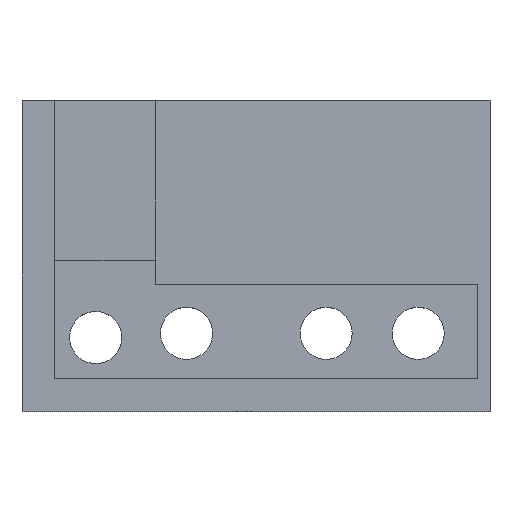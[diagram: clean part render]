
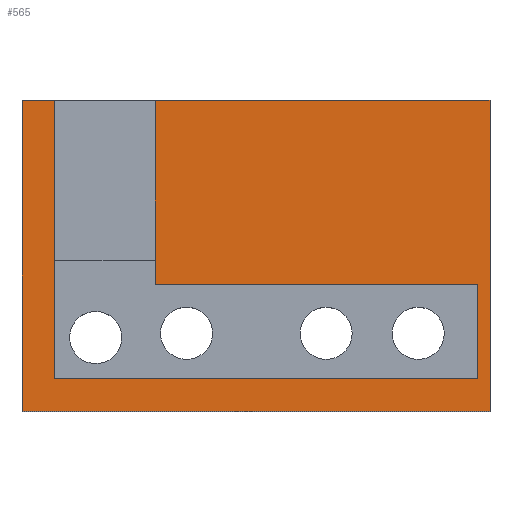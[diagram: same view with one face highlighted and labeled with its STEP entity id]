
A CAD part, top view. The second image highlights one B-rep face of the part: STEP entity #565.
In plain terms, the highlighted planar face has unit normal (0, 0, 1).
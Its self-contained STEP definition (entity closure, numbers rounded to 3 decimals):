
#32 = PLANE('',#33);
#33 = AXIS2_PLACEMENT_3D('',#34,#35,#36);
#34 = CARTESIAN_POINT('',(0.,0.,0.));
#35 = DIRECTION('',(0.,1.,0.));
#36 = DIRECTION('',(1.,0.,0.));
#57 = VERTEX_POINT('',#58);
#58 = CARTESIAN_POINT('',(0.,0.,4.));
#72 = PLANE('',#73);
#73 = AXIS2_PLACEMENT_3D('',#74,#75,#76);
#74 = CARTESIAN_POINT('',(0.,-19.1,0.));
#75 = DIRECTION('',(-1.,0.,0.));
#76 = DIRECTION('',(0.,1.,0.));
#84 = EDGE_CURVE('',#57,#85,#87,.T.);
#85 = VERTEX_POINT('',#86);
#86 = CARTESIAN_POINT('',(2.,0.,4.));
#87 = SURFACE_CURVE('',#88,(#92,#99),.PCURVE_S1.);
#88 = LINE('',#89,#90);
#89 = CARTESIAN_POINT('',(0.,0.,4.));
#90 = VECTOR('',#91,1.);
#91 = DIRECTION('',(1.,0.,0.));
#92 = PCURVE('',#32,#93);
#93 = DEFINITIONAL_REPRESENTATION('',(#94),#98);
#94 = LINE('',#95,#96);
#95 = CARTESIAN_POINT('',(0.,-4.));
#96 = VECTOR('',#97,1.);
#97 = DIRECTION('',(1.,0.));
#98 = ( GEOMETRIC_REPRESENTATION_CONTEXT(2) 
PARAMETRIC_REPRESENTATION_CONTEXT() REPRESENTATION_CONTEXT('2D SPACE',''
  ) );
#99 = PCURVE('',#100,#105);
#100 = PLANE('',#101);
#101 = AXIS2_PLACEMENT_3D('',#102,#103,#104);
#102 = CARTESIAN_POINT('',(14.375,-9.55,4.));
#103 = DIRECTION('',(-0.,-0.,-1.));
#104 = DIRECTION('',(-1.,0.,0.));
#105 = DEFINITIONAL_REPRESENTATION('',(#106),#110);
#106 = LINE('',#107,#108);
#107 = CARTESIAN_POINT('',(14.375,9.55));
#108 = VECTOR('',#109,1.);
#109 = DIRECTION('',(-1.,0.));
#110 = ( GEOMETRIC_REPRESENTATION_CONTEXT(2) 
PARAMETRIC_REPRESENTATION_CONTEXT() REPRESENTATION_CONTEXT('2D SPACE',''
  ) );
#128 = PLANE('',#129);
#129 = AXIS2_PLACEMENT_3D('',#130,#131,#132);
#130 = CARTESIAN_POINT('',(2.,-17.1,4.));
#131 = DIRECTION('',(1.,0.,0.));
#132 = DIRECTION('',(0.,1.,0.));
#225 = VERTEX_POINT('',#226);
#226 = CARTESIAN_POINT('',(8.2,0.,4.));
#240 = PLANE('',#241);
#241 = AXIS2_PLACEMENT_3D('',#242,#243,#244);
#242 = CARTESIAN_POINT('',(8.2,0.,4.));
#243 = DIRECTION('',(-1.,0.,0.));
#244 = DIRECTION('',(0.,-1.,0.));
#252 = EDGE_CURVE('',#225,#253,#255,.T.);
#253 = VERTEX_POINT('',#254);
#254 = CARTESIAN_POINT('',(28.75,0.,4.));
#255 = SURFACE_CURVE('',#256,(#260,#267),.PCURVE_S1.);
#256 = LINE('',#257,#258);
#257 = CARTESIAN_POINT('',(0.,0.,4.));
#258 = VECTOR('',#259,1.);
#259 = DIRECTION('',(1.,0.,0.));
#260 = PCURVE('',#32,#261);
#261 = DEFINITIONAL_REPRESENTATION('',(#262),#266);
#262 = LINE('',#263,#264);
#263 = CARTESIAN_POINT('',(0.,-4.));
#264 = VECTOR('',#265,1.);
#265 = DIRECTION('',(1.,0.));
#266 = ( GEOMETRIC_REPRESENTATION_CONTEXT(2) 
PARAMETRIC_REPRESENTATION_CONTEXT() REPRESENTATION_CONTEXT('2D SPACE',''
  ) );
#267 = PCURVE('',#100,#268);
#268 = DEFINITIONAL_REPRESENTATION('',(#269),#273);
#269 = LINE('',#270,#271);
#270 = CARTESIAN_POINT('',(14.375,9.55));
#271 = VECTOR('',#272,1.);
#272 = DIRECTION('',(-1.,0.));
#273 = ( GEOMETRIC_REPRESENTATION_CONTEXT(2) 
PARAMETRIC_REPRESENTATION_CONTEXT() REPRESENTATION_CONTEXT('2D SPACE',''
  ) );
#289 = PLANE('',#290);
#290 = AXIS2_PLACEMENT_3D('',#291,#292,#293);
#291 = CARTESIAN_POINT('',(28.75,0.,0.));
#292 = DIRECTION('',(1.,0.,0.));
#293 = DIRECTION('',(0.,-1.,0.));
#344 = PLANE('',#345);
#345 = AXIS2_PLACEMENT_3D('',#346,#347,#348);
#346 = CARTESIAN_POINT('',(28.75,-19.1,0.));
#347 = DIRECTION('',(0.,-1.,0.));
#348 = DIRECTION('',(-1.,0.,0.));
#521 = EDGE_CURVE('',#253,#522,#524,.T.);
#522 = VERTEX_POINT('',#523);
#523 = CARTESIAN_POINT('',(28.75,-19.1,4.));
#524 = SURFACE_CURVE('',#525,(#529,#536),.PCURVE_S1.);
#525 = LINE('',#526,#527);
#526 = CARTESIAN_POINT('',(28.75,0.,4.));
#527 = VECTOR('',#528,1.);
#528 = DIRECTION('',(0.,-1.,0.));
#529 = PCURVE('',#289,#530);
#530 = DEFINITIONAL_REPRESENTATION('',(#531),#535);
#531 = LINE('',#532,#533);
#532 = CARTESIAN_POINT('',(0.,-4.));
#533 = VECTOR('',#534,1.);
#534 = DIRECTION('',(1.,0.));
#535 = ( GEOMETRIC_REPRESENTATION_CONTEXT(2) 
PARAMETRIC_REPRESENTATION_CONTEXT() REPRESENTATION_CONTEXT('2D SPACE',''
  ) );
#536 = PCURVE('',#100,#537);
#537 = DEFINITIONAL_REPRESENTATION('',(#538),#542);
#538 = LINE('',#539,#540);
#539 = CARTESIAN_POINT('',(-14.375,9.55));
#540 = VECTOR('',#541,1.);
#541 = DIRECTION('',(0.,-1.));
#542 = ( GEOMETRIC_REPRESENTATION_CONTEXT(2) 
PARAMETRIC_REPRESENTATION_CONTEXT() REPRESENTATION_CONTEXT('2D SPACE',''
  ) );
#565 = ADVANCED_FACE('',(#566),#100,.F.);
#566 = FACE_BOUND('',#567,.F.);
#567 = EDGE_LOOP('',(#568,#591,#592,#615,#643,#671,#699,#720,#721,#722)
  );
#568 = ORIENTED_EDGE('',*,*,#569,.T.);
#569 = EDGE_CURVE('',#570,#57,#572,.T.);
#570 = VERTEX_POINT('',#571);
#571 = CARTESIAN_POINT('',(0.,-19.1,4.));
#572 = SURFACE_CURVE('',#573,(#577,#584),.PCURVE_S1.);
#573 = LINE('',#574,#575);
#574 = CARTESIAN_POINT('',(0.,-19.1,4.));
#575 = VECTOR('',#576,1.);
#576 = DIRECTION('',(0.,1.,0.));
#577 = PCURVE('',#100,#578);
#578 = DEFINITIONAL_REPRESENTATION('',(#579),#583);
#579 = LINE('',#580,#581);
#580 = CARTESIAN_POINT('',(14.375,-9.55));
#581 = VECTOR('',#582,1.);
#582 = DIRECTION('',(0.,1.));
#583 = ( GEOMETRIC_REPRESENTATION_CONTEXT(2) 
PARAMETRIC_REPRESENTATION_CONTEXT() REPRESENTATION_CONTEXT('2D SPACE',''
  ) );
#584 = PCURVE('',#72,#585);
#585 = DEFINITIONAL_REPRESENTATION('',(#586),#590);
#586 = LINE('',#587,#588);
#587 = CARTESIAN_POINT('',(0.,-4.));
#588 = VECTOR('',#589,1.);
#589 = DIRECTION('',(1.,0.));
#590 = ( GEOMETRIC_REPRESENTATION_CONTEXT(2) 
PARAMETRIC_REPRESENTATION_CONTEXT() REPRESENTATION_CONTEXT('2D SPACE',''
  ) );
#591 = ORIENTED_EDGE('',*,*,#84,.T.);
#592 = ORIENTED_EDGE('',*,*,#593,.F.);
#593 = EDGE_CURVE('',#594,#85,#596,.T.);
#594 = VERTEX_POINT('',#595);
#595 = CARTESIAN_POINT('',(2.,-17.1,4.));
#596 = SURFACE_CURVE('',#597,(#601,#608),.PCURVE_S1.);
#597 = LINE('',#598,#599);
#598 = CARTESIAN_POINT('',(2.,-17.1,4.));
#599 = VECTOR('',#600,1.);
#600 = DIRECTION('',(0.,1.,0.));
#601 = PCURVE('',#100,#602);
#602 = DEFINITIONAL_REPRESENTATION('',(#603),#607);
#603 = LINE('',#604,#605);
#604 = CARTESIAN_POINT('',(12.375,-7.55));
#605 = VECTOR('',#606,1.);
#606 = DIRECTION('',(0.,1.));
#607 = ( GEOMETRIC_REPRESENTATION_CONTEXT(2) 
PARAMETRIC_REPRESENTATION_CONTEXT() REPRESENTATION_CONTEXT('2D SPACE',''
  ) );
#608 = PCURVE('',#128,#609);
#609 = DEFINITIONAL_REPRESENTATION('',(#610),#614);
#610 = LINE('',#611,#612);
#611 = CARTESIAN_POINT('',(0.,0.));
#612 = VECTOR('',#613,1.);
#613 = DIRECTION('',(1.,0.));
#614 = ( GEOMETRIC_REPRESENTATION_CONTEXT(2) 
PARAMETRIC_REPRESENTATION_CONTEXT() REPRESENTATION_CONTEXT('2D SPACE',''
  ) );
#615 = ORIENTED_EDGE('',*,*,#616,.F.);
#616 = EDGE_CURVE('',#617,#594,#619,.T.);
#617 = VERTEX_POINT('',#618);
#618 = CARTESIAN_POINT('',(28.,-17.1,4.));
#619 = SURFACE_CURVE('',#620,(#624,#631),.PCURVE_S1.);
#620 = LINE('',#621,#622);
#621 = CARTESIAN_POINT('',(28.,-17.1,4.));
#622 = VECTOR('',#623,1.);
#623 = DIRECTION('',(-1.,0.,0.));
#624 = PCURVE('',#100,#625);
#625 = DEFINITIONAL_REPRESENTATION('',(#626),#630);
#626 = LINE('',#627,#628);
#627 = CARTESIAN_POINT('',(-13.625,-7.55));
#628 = VECTOR('',#629,1.);
#629 = DIRECTION('',(1.,0.));
#630 = ( GEOMETRIC_REPRESENTATION_CONTEXT(2) 
PARAMETRIC_REPRESENTATION_CONTEXT() REPRESENTATION_CONTEXT('2D SPACE',''
  ) );
#631 = PCURVE('',#632,#637);
#632 = PLANE('',#633);
#633 = AXIS2_PLACEMENT_3D('',#634,#635,#636);
#634 = CARTESIAN_POINT('',(28.,-17.1,4.));
#635 = DIRECTION('',(0.,1.,0.));
#636 = DIRECTION('',(-1.,0.,0.));
#637 = DEFINITIONAL_REPRESENTATION('',(#638),#642);
#638 = LINE('',#639,#640);
#639 = CARTESIAN_POINT('',(0.,0.));
#640 = VECTOR('',#641,1.);
#641 = DIRECTION('',(1.,0.));
#642 = ( GEOMETRIC_REPRESENTATION_CONTEXT(2) 
PARAMETRIC_REPRESENTATION_CONTEXT() REPRESENTATION_CONTEXT('2D SPACE',''
  ) );
#643 = ORIENTED_EDGE('',*,*,#644,.F.);
#644 = EDGE_CURVE('',#645,#617,#647,.T.);
#645 = VERTEX_POINT('',#646);
#646 = CARTESIAN_POINT('',(28.,-11.3,4.));
#647 = SURFACE_CURVE('',#648,(#652,#659),.PCURVE_S1.);
#648 = LINE('',#649,#650);
#649 = CARTESIAN_POINT('',(28.,-11.3,4.));
#650 = VECTOR('',#651,1.);
#651 = DIRECTION('',(0.,-1.,0.));
#652 = PCURVE('',#100,#653);
#653 = DEFINITIONAL_REPRESENTATION('',(#654),#658);
#654 = LINE('',#655,#656);
#655 = CARTESIAN_POINT('',(-13.625,-1.75));
#656 = VECTOR('',#657,1.);
#657 = DIRECTION('',(0.,-1.));
#658 = ( GEOMETRIC_REPRESENTATION_CONTEXT(2) 
PARAMETRIC_REPRESENTATION_CONTEXT() REPRESENTATION_CONTEXT('2D SPACE',''
  ) );
#659 = PCURVE('',#660,#665);
#660 = PLANE('',#661);
#661 = AXIS2_PLACEMENT_3D('',#662,#663,#664);
#662 = CARTESIAN_POINT('',(28.,-11.3,4.));
#663 = DIRECTION('',(-1.,0.,0.));
#664 = DIRECTION('',(0.,-1.,0.));
#665 = DEFINITIONAL_REPRESENTATION('',(#666),#670);
#666 = LINE('',#667,#668);
#667 = CARTESIAN_POINT('',(0.,0.));
#668 = VECTOR('',#669,1.);
#669 = DIRECTION('',(1.,0.));
#670 = ( GEOMETRIC_REPRESENTATION_CONTEXT(2) 
PARAMETRIC_REPRESENTATION_CONTEXT() REPRESENTATION_CONTEXT('2D SPACE',''
  ) );
#671 = ORIENTED_EDGE('',*,*,#672,.F.);
#672 = EDGE_CURVE('',#673,#645,#675,.T.);
#673 = VERTEX_POINT('',#674);
#674 = CARTESIAN_POINT('',(8.2,-11.3,4.));
#675 = SURFACE_CURVE('',#676,(#680,#687),.PCURVE_S1.);
#676 = LINE('',#677,#678);
#677 = CARTESIAN_POINT('',(8.2,-11.3,4.));
#678 = VECTOR('',#679,1.);
#679 = DIRECTION('',(1.,0.,0.));
#680 = PCURVE('',#100,#681);
#681 = DEFINITIONAL_REPRESENTATION('',(#682),#686);
#682 = LINE('',#683,#684);
#683 = CARTESIAN_POINT('',(6.175,-1.75));
#684 = VECTOR('',#685,1.);
#685 = DIRECTION('',(-1.,0.));
#686 = ( GEOMETRIC_REPRESENTATION_CONTEXT(2) 
PARAMETRIC_REPRESENTATION_CONTEXT() REPRESENTATION_CONTEXT('2D SPACE',''
  ) );
#687 = PCURVE('',#688,#693);
#688 = PLANE('',#689);
#689 = AXIS2_PLACEMENT_3D('',#690,#691,#692);
#690 = CARTESIAN_POINT('',(8.2,-11.3,4.));
#691 = DIRECTION('',(0.,-1.,0.));
#692 = DIRECTION('',(1.,0.,0.));
#693 = DEFINITIONAL_REPRESENTATION('',(#694),#698);
#694 = LINE('',#695,#696);
#695 = CARTESIAN_POINT('',(0.,0.));
#696 = VECTOR('',#697,1.);
#697 = DIRECTION('',(1.,0.));
#698 = ( GEOMETRIC_REPRESENTATION_CONTEXT(2) 
PARAMETRIC_REPRESENTATION_CONTEXT() REPRESENTATION_CONTEXT('2D SPACE',''
  ) );
#699 = ORIENTED_EDGE('',*,*,#700,.F.);
#700 = EDGE_CURVE('',#225,#673,#701,.T.);
#701 = SURFACE_CURVE('',#702,(#706,#713),.PCURVE_S1.);
#702 = LINE('',#703,#704);
#703 = CARTESIAN_POINT('',(8.2,0.,4.));
#704 = VECTOR('',#705,1.);
#705 = DIRECTION('',(0.,-1.,0.));
#706 = PCURVE('',#100,#707);
#707 = DEFINITIONAL_REPRESENTATION('',(#708),#712);
#708 = LINE('',#709,#710);
#709 = CARTESIAN_POINT('',(6.175,9.55));
#710 = VECTOR('',#711,1.);
#711 = DIRECTION('',(0.,-1.));
#712 = ( GEOMETRIC_REPRESENTATION_CONTEXT(2) 
PARAMETRIC_REPRESENTATION_CONTEXT() REPRESENTATION_CONTEXT('2D SPACE',''
  ) );
#713 = PCURVE('',#240,#714);
#714 = DEFINITIONAL_REPRESENTATION('',(#715),#719);
#715 = LINE('',#716,#717);
#716 = CARTESIAN_POINT('',(0.,0.));
#717 = VECTOR('',#718,1.);
#718 = DIRECTION('',(1.,0.));
#719 = ( GEOMETRIC_REPRESENTATION_CONTEXT(2) 
PARAMETRIC_REPRESENTATION_CONTEXT() REPRESENTATION_CONTEXT('2D SPACE',''
  ) );
#720 = ORIENTED_EDGE('',*,*,#252,.T.);
#721 = ORIENTED_EDGE('',*,*,#521,.T.);
#722 = ORIENTED_EDGE('',*,*,#723,.T.);
#723 = EDGE_CURVE('',#522,#570,#724,.T.);
#724 = SURFACE_CURVE('',#725,(#729,#736),.PCURVE_S1.);
#725 = LINE('',#726,#727);
#726 = CARTESIAN_POINT('',(28.75,-19.1,4.));
#727 = VECTOR('',#728,1.);
#728 = DIRECTION('',(-1.,0.,0.));
#729 = PCURVE('',#100,#730);
#730 = DEFINITIONAL_REPRESENTATION('',(#731),#735);
#731 = LINE('',#732,#733);
#732 = CARTESIAN_POINT('',(-14.375,-9.55));
#733 = VECTOR('',#734,1.);
#734 = DIRECTION('',(1.,0.));
#735 = ( GEOMETRIC_REPRESENTATION_CONTEXT(2) 
PARAMETRIC_REPRESENTATION_CONTEXT() REPRESENTATION_CONTEXT('2D SPACE',''
  ) );
#736 = PCURVE('',#344,#737);
#737 = DEFINITIONAL_REPRESENTATION('',(#738),#742);
#738 = LINE('',#739,#740);
#739 = CARTESIAN_POINT('',(0.,-4.));
#740 = VECTOR('',#741,1.);
#741 = DIRECTION('',(1.,0.));
#742 = ( GEOMETRIC_REPRESENTATION_CONTEXT(2) 
PARAMETRIC_REPRESENTATION_CONTEXT() REPRESENTATION_CONTEXT('2D SPACE',''
  ) );
